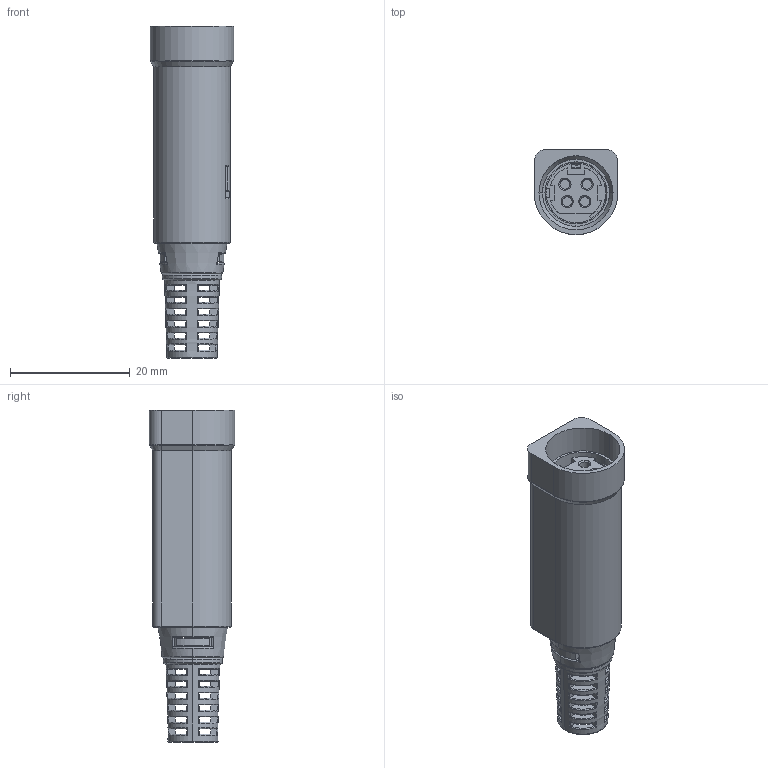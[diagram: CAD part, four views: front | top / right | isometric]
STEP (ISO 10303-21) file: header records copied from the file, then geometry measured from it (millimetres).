
FILE_DESCRIPTION (( 'STEP AP214' ), '1' );
FILE_NAME ('KPJX-CM-4S_A.STEP', '2024-01-31T19:46:51', ( '' ), ( '' ), 'SwSTEP 2.0', 'SolidWorks 2020', '' );
FILE_SCHEMA (( 'AUTOMOTIVE_DESIGN' ));
Length unit declared in the file: millimetre
Products named in the file (5): KPJX-CM-4S_A; KPJX-CM-Shell_Assembled; KPJX-CM-Main_Body; KPJX-CM-Strain_Relief; KPJX-CM-xS-Pin_Mold_KPJX-4S-CM
Assembly tree (4 placements, depth 2):
  KPJX-CM-4S_A
    KPJX-CM-xS-Pin_Mold_KPJX-4S-CM
    KPJX-CM-Shell_Assembled
    KPJX-CM-Main_Body
    KPJX-CM-Strain_Relief
Bounding box: 13.96 x 14.26 x 55.55 mm (x, y, z)
Volume: 3826.8 mm3; surface area: 7426.8 mm2
Topology: 4 solids, 4 shells, 532 faces, 1493 edges, 964 vertices
Faces by surface type: plane 251, cylinder 103, torus 86, bspline 71, cone 17, sphere 4
Entity records: 24400 total; most frequent: CARTESIAN_POINT 6494, ORIENTED_EDGE 2978, DIRECTION 2514, EDGE_CURVE 1489, AXIS2_PLACEMENT_3D 965, VERTEX_POINT 963, EDGE_LOOP 600, VECTOR 584
